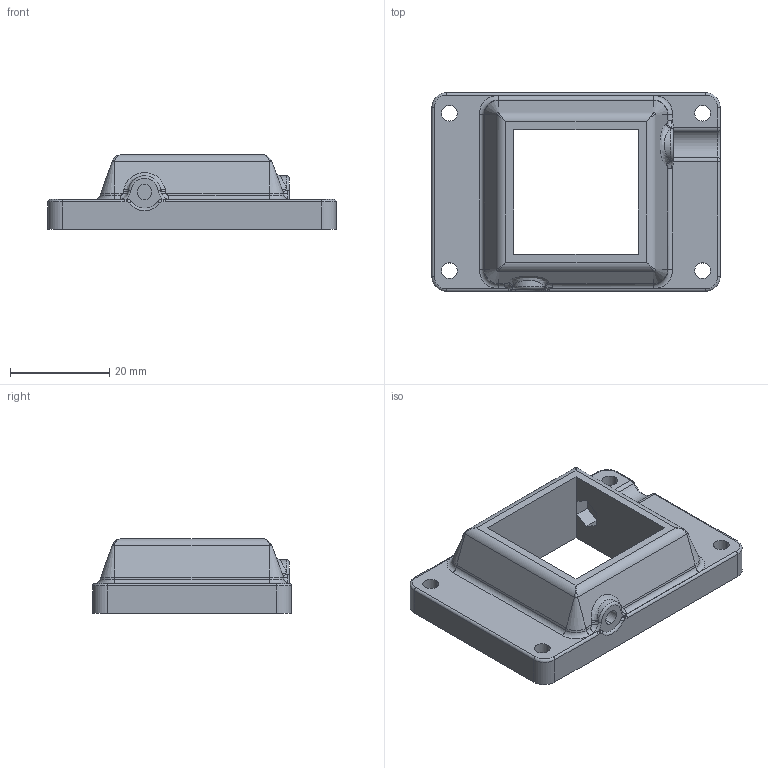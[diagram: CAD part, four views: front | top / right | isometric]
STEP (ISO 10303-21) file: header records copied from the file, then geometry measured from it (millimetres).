
FILE_DESCRIPTION (( 'STEP AP214' ), '1' );
FILE_NAME ('Linear_Guide_Mount.STEP', '2024-06-20T07:58:46', ( '' ), ( '' ), 'SwSTEP 2.0', 'SolidWorks 2024', '' );
FILE_SCHEMA (( 'AUTOMOTIVE_DESIGN' ));
Length unit declared in the file: millimetre
Products named in the file (1): Linear_Guide_Mount
Bounding box: 58 x 40 x 15 mm (x, y, z)
Volume: 14618.8 mm3; surface area: 7128 mm2
Topology: 1 solids, 1 shells, 125 faces, 311 edges, 186 vertices
Faces by surface type: cylinder 45, plane 32, torus 20, bspline 20, cone 4, sphere 4
Entity records: 6521 total; most frequent: CARTESIAN_POINT 3625, ORIENTED_EDGE 614, DIRECTION 586, EDGE_CURVE 307, AXIS2_PLACEMENT_3D 229, VERTEX_POINT 186, EDGE_LOOP 141, VECTOR 128
